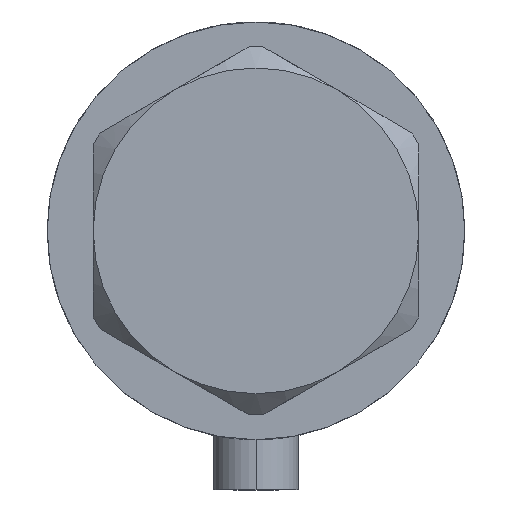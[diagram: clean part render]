
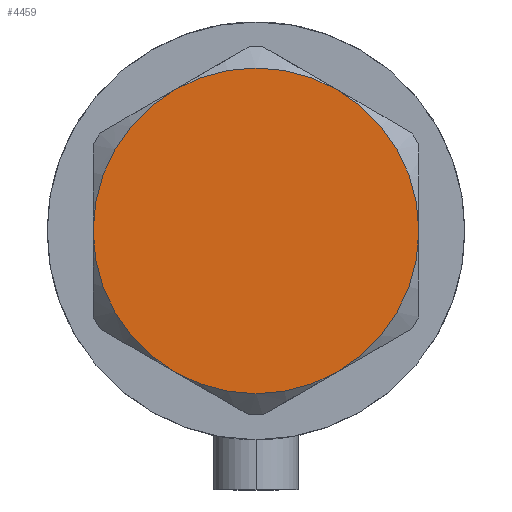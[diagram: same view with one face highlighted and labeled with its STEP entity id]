
A CAD part, left-side view. The second image highlights one B-rep face of the part: STEP entity #4459.
In plain terms, the highlighted face is planar.
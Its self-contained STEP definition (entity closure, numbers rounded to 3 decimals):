
#44 = VERTEX_POINT ( 'NONE', #1287 ) ;
#146 = CIRCLE ( 'NONE', #2100, 23. ) ;
#192 = DIRECTION ( 'NONE',  ( 0., 0., 1. ) ) ;
#327 = ORIENTED_EDGE ( 'NONE', *, *, #1569, .T. ) ;
#491 = DIRECTION ( 'NONE',  ( 0., 0., 1. ) ) ;
#503 = CIRCLE ( 'NONE', #780, 23. ) ;
#509 = CARTESIAN_POINT ( 'NONE',  ( 0., 0., 13. ) ) ;
#538 = CARTESIAN_POINT ( 'NONE',  ( 0., 0., 13. ) ) ;
#593 = ORIENTED_EDGE ( 'NONE', *, *, #3962, .T. ) ;
#706 = AXIS2_PLACEMENT_3D ( 'NONE', #1449, #2815, #1112 ) ;
#780 = AXIS2_PLACEMENT_3D ( 'NONE', #1646, #4402, #2693 ) ;
#814 = EDGE_CURVE ( 'NONE', #4105, #1554, #503, .T. ) ;
#870 = AXIS2_PLACEMENT_3D ( 'NONE', #4245, #3106, #3524 ) ;
#933 = AXIS2_PLACEMENT_3D ( 'NONE', #509, #491, #2895 ) ;
#1052 = ORIENTED_EDGE ( 'NONE', *, *, #1989, .T. ) ;
#1106 = VERTEX_POINT ( 'NONE', #3392 ) ;
#1112 = DIRECTION ( 'NONE',  ( 1., 0., 0. ) ) ;
#1123 = CARTESIAN_POINT ( 'NONE',  ( 0., 0., 13. ) ) ;
#1239 = CIRCLE ( 'NONE', #3598, 23. ) ;
#1287 = CARTESIAN_POINT ( 'NONE',  ( 11.5, 19.919, 13. ) ) ;
#1352 = ORIENTED_EDGE ( 'NONE', *, *, #4142, .T. ) ;
#1423 = PLANE ( 'NONE',  #870 ) ;
#1449 = CARTESIAN_POINT ( 'NONE',  ( 0., 0., 13. ) ) ;
#1554 = VERTEX_POINT ( 'NONE', #3487 ) ;
#1569 = EDGE_CURVE ( 'NONE', #1883, #44, #2527, .T. ) ;
#1646 = CARTESIAN_POINT ( 'NONE',  ( 0., 0., 13. ) ) ;
#1883 = VERTEX_POINT ( 'NONE', #4066 ) ;
#1957 = CIRCLE ( 'NONE', #933, 23. ) ;
#1967 = DIRECTION ( 'NONE',  ( 0., 0., 1. ) ) ;
#1989 = EDGE_CURVE ( 'NONE', #3724, #1883, #146, .T. ) ;
#2100 = AXIS2_PLACEMENT_3D ( 'NONE', #1123, #3859, #3815 ) ;
#2218 = ORIENTED_EDGE ( 'NONE', *, *, #3939, .T. ) ;
#2522 = FACE_OUTER_BOUND ( 'NONE', #3056, .T. ) ;
#2527 = CIRCLE ( 'NONE', #706, 23. ) ;
#2530 = CIRCLE ( 'NONE', #3963, 23. ) ;
#2693 = DIRECTION ( 'NONE',  ( 1., 0., 0. ) ) ;
#2815 = DIRECTION ( 'NONE',  ( 0., 0., 1. ) ) ;
#2895 = DIRECTION ( 'NONE',  ( 1., 0., 0. ) ) ;
#3056 = EDGE_LOOP ( 'NONE', ( #1052, #327, #593, #3831, #2218, #1352 ) ) ;
#3106 = DIRECTION ( 'NONE',  ( 0., 0., 1. ) ) ;
#3263 = CARTESIAN_POINT ( 'NONE',  ( 0., 0., 13. ) ) ;
#3392 = CARTESIAN_POINT ( 'NONE',  ( -11.5, -19.919, 13. ) ) ;
#3487 = CARTESIAN_POINT ( 'NONE',  ( -23., 0., 13. ) ) ;
#3506 = CARTESIAN_POINT ( 'NONE',  ( 11.5, -19.919, 13. ) ) ;
#3524 = DIRECTION ( 'NONE',  ( 1., 0., 0. ) ) ;
#3598 = AXIS2_PLACEMENT_3D ( 'NONE', #3263, #192, #3978 ) ;
#3617 = CARTESIAN_POINT ( 'NONE',  ( -11.5, 19.919, 13. ) ) ;
#3724 = VERTEX_POINT ( 'NONE', #3506 ) ;
#3815 = DIRECTION ( 'NONE',  ( 1., 0., 0. ) ) ;
#3831 = ORIENTED_EDGE ( 'NONE', *, *, #814, .T. ) ;
#3859 = DIRECTION ( 'NONE',  ( 0., 0., 1. ) ) ;
#3939 = EDGE_CURVE ( 'NONE', #1554, #1106, #1957, .T. ) ;
#3962 = EDGE_CURVE ( 'NONE', #44, #4105, #1239, .T. ) ;
#3963 = AXIS2_PLACEMENT_3D ( 'NONE', #538, #1967, #4363 ) ;
#3978 = DIRECTION ( 'NONE',  ( 1., 0., 0. ) ) ;
#4066 = CARTESIAN_POINT ( 'NONE',  ( 23., 0., 13. ) ) ;
#4105 = VERTEX_POINT ( 'NONE', #3617 ) ;
#4142 = EDGE_CURVE ( 'NONE', #1106, #3724, #2530, .T. ) ;
#4245 = CARTESIAN_POINT ( 'NONE',  ( 0., 0., 13. ) ) ;
#4363 = DIRECTION ( 'NONE',  ( 1., 0., 0. ) ) ;
#4402 = DIRECTION ( 'NONE',  ( 0., 0., 1. ) ) ;
#4459 = ADVANCED_FACE ( 'NONE', ( #2522 ), #1423, .T. ) ;
